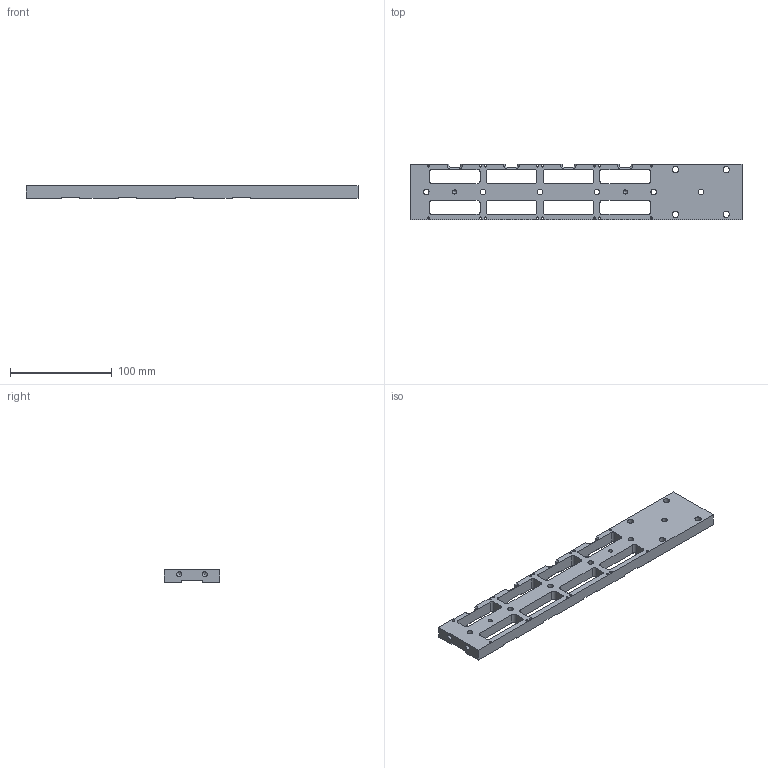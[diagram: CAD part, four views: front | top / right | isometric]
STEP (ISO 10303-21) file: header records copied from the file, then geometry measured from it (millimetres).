
FILE_DESCRIPTION(/* description */ (''),/* implementation_level */ '2;1');
FILE_NAME(/* name */ '171117_FSTP_01.stp',/* time_stamp */ '2017-11-29T10:25:59+01:00',/* author */ (''),/* organization */ (''),/* preprocessor_version */ 'ST-DEVELOPER v16',/* originating_system */ 'SIEMENS PLM Software NX 11.0',/* authorisation */ '');
FILE_SCHEMA (('AP203_CONFIGURATION_CONTROLLED_3D_DESIGN_OF_MECHANICAL_PARTS_AND_ASSEMBLIES_MIM_LF { 1 0 10303 403 2 1 2}'));
Length unit declared in the file: millimetre
Products named in the file (1): zago20B08FA7687z
Bounding box: 327 x 55 x 12 mm (x, y, z)
Volume: 128428.8 mm3; surface area: 49024.4 mm2
Topology: 1 solids, 1 shells, 228 faces, 675 edges, 447 vertices
Faces by surface type: plane 128, cylinder 78, cone 22
Full cylindrical faces by diameter (mm): 2.2 x16, 4 x2, 5 x4, 5.5 x6, 6.2 x4, 10 x6
Entity records: 7374 total; most frequent: DIRECTION 1244, CARTESIAN_POINT 1244, ORIENTED_EDGE 1192, EDGE_CURVE 596, VERTEX_POINT 418, AXIS2_PLACEMENT_3D 418, LINE 408, VECTOR 408
